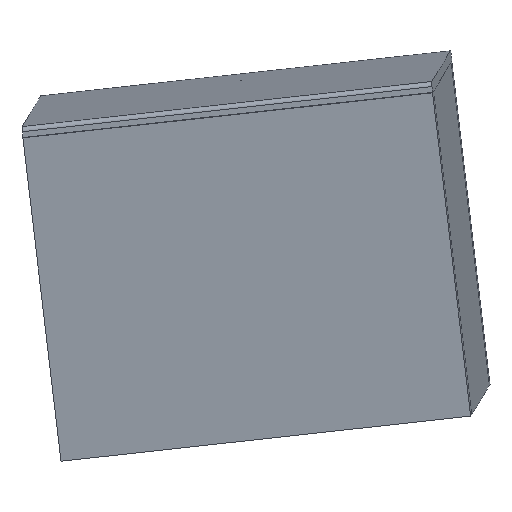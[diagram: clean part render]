
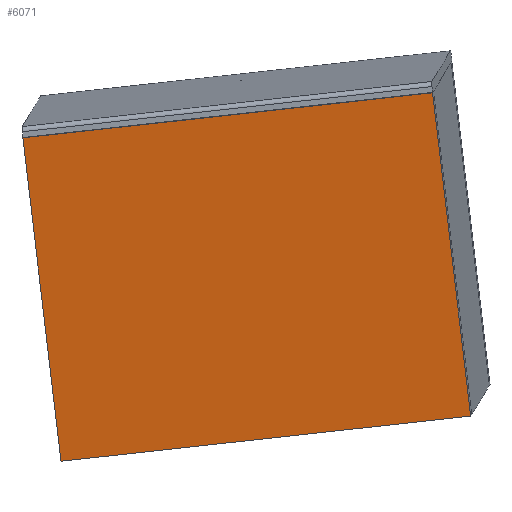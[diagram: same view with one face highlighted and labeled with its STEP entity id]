
A CAD part, top view. The second image highlights one B-rep face of the part: STEP entity #6071.
In plain terms, the highlighted face is planar.
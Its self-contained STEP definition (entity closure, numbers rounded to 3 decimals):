
#130=LINE('',#8901,#759);
#134=LINE('',#8909,#763);
#137=LINE('',#8915,#766);
#140=LINE('',#8920,#769);
#759=VECTOR('',#7072,710.);
#763=VECTOR('',#7078,562.);
#766=VECTOR('',#7083,710.);
#769=VECTOR('',#7088,562.);
#1398=PLANE('',#6443);
#1760=FACE_OUTER_BOUND('',#2116,.T.);
#2116=EDGE_LOOP('',(#4273,#4274,#4275,#4276));
#2798=VERTEX_POINT('',#8899);
#2799=VERTEX_POINT('',#8900);
#2802=VERTEX_POINT('',#8908);
#2804=VERTEX_POINT('',#8914);
#3397=EDGE_CURVE('',#2798,#2799,#130,.T.);
#3401=EDGE_CURVE('',#2799,#2802,#134,.T.);
#3404=EDGE_CURVE('',#2802,#2804,#137,.T.);
#3407=EDGE_CURVE('',#2804,#2798,#140,.T.);
#4273=ORIENTED_EDGE('',*,*,#3407,.T.);
#4274=ORIENTED_EDGE('',*,*,#3397,.T.);
#4275=ORIENTED_EDGE('',*,*,#3401,.T.);
#4276=ORIENTED_EDGE('',*,*,#3404,.T.);
#6071=ADVANCED_FACE('',(#1760),#1398,.F.);
#6443=AXIS2_PLACEMENT_3D('',#8922,#7090,#7091);
#7072=DIRECTION('',(0.,1.,0.));
#7078=DIRECTION('',(1.,0.,0.));
#7083=DIRECTION('',(0.,-1.,0.));
#7088=DIRECTION('',(-1.,0.,0.));
#7090=DIRECTION('center_axis',(0.,0.,1.));
#7091=DIRECTION('ref_axis',(1.,0.,0.));
#8899=CARTESIAN_POINT('',(-281.,-355.,0.));
#8900=CARTESIAN_POINT('',(-281.,355.,0.));
#8901=CARTESIAN_POINT('',(-281.,-355.,0.));
#8908=CARTESIAN_POINT('',(281.,355.,0.));
#8909=CARTESIAN_POINT('',(-281.,355.,0.));
#8914=CARTESIAN_POINT('',(281.,-355.,0.));
#8915=CARTESIAN_POINT('',(281.,355.,0.));
#8920=CARTESIAN_POINT('',(281.,-355.,0.));
#8922=CARTESIAN_POINT('Origin',(0.,0.,
0.));
